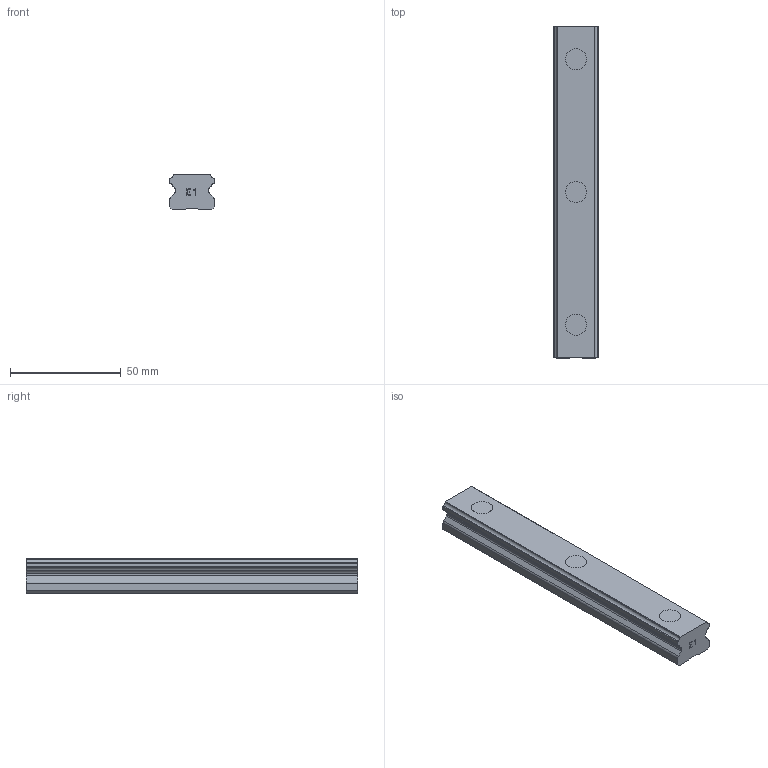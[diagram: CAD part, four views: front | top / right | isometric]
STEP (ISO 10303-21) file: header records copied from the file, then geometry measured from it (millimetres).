
FILE_DESCRIPTION(('STEP AP214'),'1');
FILE_NAME('cctmp_71051594-AACB-4E26-8E7D-755A76495BE7_2021_02_04_08_30_43_0197..stp','2021-02-04T07:30:43',('HIWIN GmbH'),('CADClick - www.CADClick.com'),'Spatial InterOp 3D',' ','unknown authorization');
FILE_SCHEMA(('AUTOMOTIVE_DESIGN'));
Length unit declared in the file: millimetre
Products named in the file (1): EGR20R150C_FILE
Bounding box: 20 x 150 x 15.5 mm (x, y, z)
Volume: 39891.4 mm3; surface area: 12744.7 mm2
Topology: 1 solids, 1 shells, 139 faces, 369 edges, 242 vertices
Faces by surface type: plane 103, cylinder 36
Entity records: 5427 total; most frequent: CARTESIAN_POINT 751, ORIENTED_EDGE 738, DIRECTION 733, EDGE_CURVE 369, LINE 285, VECTOR 285, VERTEX_POINT 242, AXIS2_PLACEMENT_3D 224
